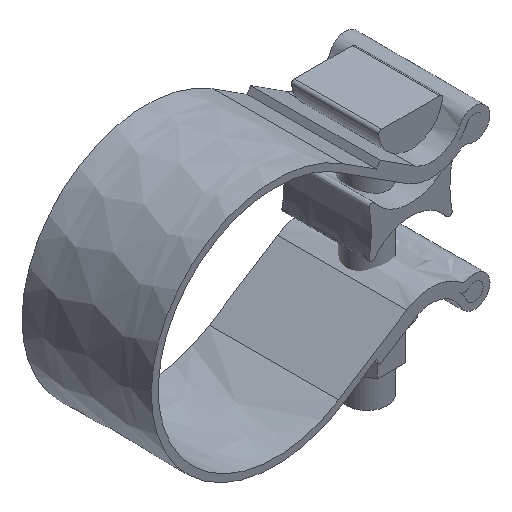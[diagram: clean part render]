
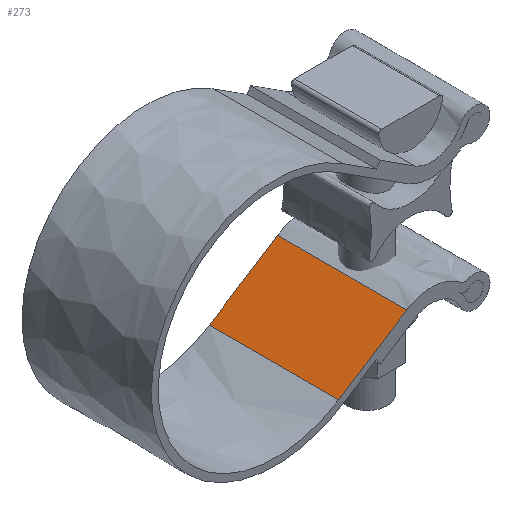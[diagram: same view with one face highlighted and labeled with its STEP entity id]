
A CAD part, isometric view. The second image highlights one B-rep face of the part: STEP entity #273.
In plain terms, the highlighted planar face has unit normal (-0.541, 0, 0.841).
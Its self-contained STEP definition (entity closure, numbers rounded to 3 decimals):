
#163=LINE('',#14754,#211);
#174=LINE('',#15071,#224);
#175=LINE('',#15094,#226);
#211=VECTOR('',#873,1.);
#224=VECTOR('',#898,1.);
#226=VECTOR('',#900,1.);
#273=ADVANCED_FACE('',(#342),#310,.T.);
#310=PLANE('',#831);
#342=FACE_BOUND('',#394,.T.);
#394=EDGE_LOOP('',(#498,#499,#500,#501));
#498=ORIENTED_EDGE('',*,*,#688,.F.);
#499=ORIENTED_EDGE('',*,*,#728,.T.);
#500=ORIENTED_EDGE('',*,*,#710,.T.);
#501=ORIENTED_EDGE('',*,*,#727,.F.);
#621=VERTEX_POINT('',#13661);
#622=VERTEX_POINT('',#13666);
#643=VERTEX_POINT('',#14753);
#644=VERTEX_POINT('',#14755);
#688=EDGE_CURVE('',#621,#622,#781,.T.);
#710=EDGE_CURVE('',#644,#643,#163,.T.);
#727=EDGE_CURVE('',#622,#643,#174,.T.);
#728=EDGE_CURVE('',#621,#644,#175,.T.);
#781=B_SPLINE_CURVE_WITH_KNOTS('',3,(#13662,#13663,#13664,#13665),.UNSPECIFIED.,
.F.,.F.,(4,4),(0.,1.),.UNSPECIFIED.);
#831=AXIS2_PLACEMENT_3D('',#15095,#901,#902);
#873=DIRECTION('',(-0.841,0.,-0.541));
#898=DIRECTION('',(0.,1.,0.));
#900=DIRECTION('',(0.,1.,0.));
#901=DIRECTION('',(-0.541,0.,0.841));
#902=DIRECTION('',(0.841,0.,0.541));
#13661=CARTESIAN_POINT('',(32.338,-15.9,-13.446));
#13662=CARTESIAN_POINT('',(32.338,-15.9,-13.446));
#13663=CARTESIAN_POINT('',(26.751,-15.9,-17.038));
#13664=CARTESIAN_POINT('',(21.164,-15.9,-20.631));
#13665=CARTESIAN_POINT('',(15.577,-15.9,-24.224));
#13666=CARTESIAN_POINT('',(15.577,-15.9,-24.224));
#14753=CARTESIAN_POINT('',(15.577,15.9,-24.224));
#14754=CARTESIAN_POINT('',(49.664,15.9,-2.304));
#14755=CARTESIAN_POINT('',(32.338,15.9,-13.446));
#15071=CARTESIAN_POINT('',(15.577,-146.11,-24.224));
#15094=CARTESIAN_POINT('',(32.338,-146.11,-13.446));
#15095=CARTESIAN_POINT('',(15.577,-15.9,-24.224));
